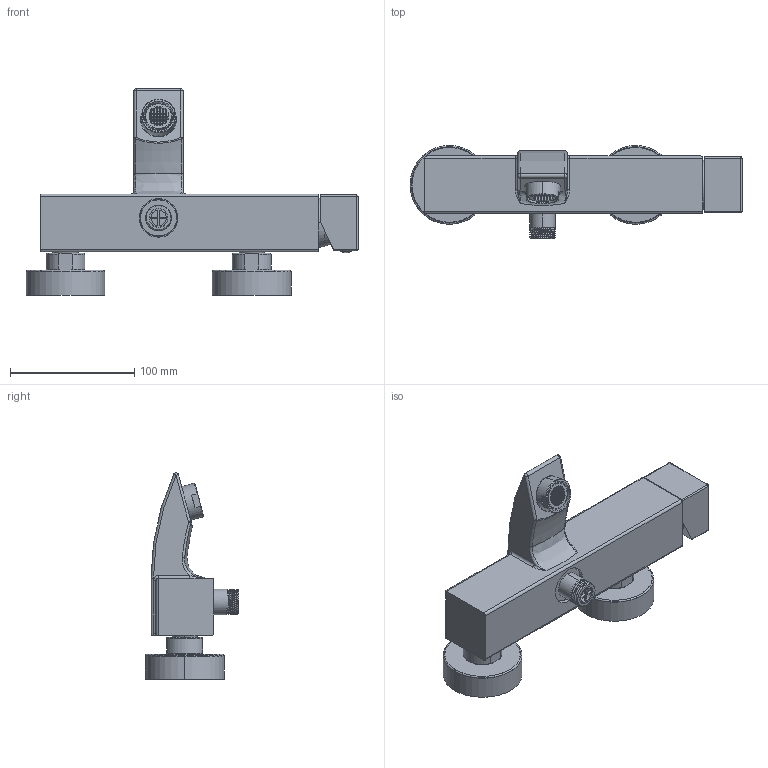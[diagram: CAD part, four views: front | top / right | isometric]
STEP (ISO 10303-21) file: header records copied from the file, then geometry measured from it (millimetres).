
FILE_DESCRIPTION((''),'2;1');
FILE_NAME('LEC022CR','2021-11-02T16:33:28',('ut3'),('PAFFONI SpA'),'CREO PARAMETRIC BY PTC INC, 2020044','CREO PARAMETRIC BY PTC INC, 2020044','');
FILE_SCHEMA(('CONFIG_CONTROL_DESIGN','SHAPE_APPEARANCE_LAYERS_GROUPS'));
Products named in the file (1): LEC022CR
Bounding box: 267.35 x 75 x 166.24 mm (x, y, z)
Volume: 350084.7 mm3; surface area: 201685.7 mm2
Topology: 2 solids, 2 shells, 2896 faces, 8156 edges, 5306 vertices
Faces by surface type: plane 2235, cylinder 391, cone 127, torus 112, sphere 18, bspline 13
Entity records: 123208 total; most frequent: CARTESIAN_POINT 25239, ORIENTED_EDGE 16284, DIRECTION 15591, EDGE_CURVE 8142, VECTOR 5477, LINE 5477, VERTEX_POINT 5306, AXIS2_PLACEMENT_3D 5057
